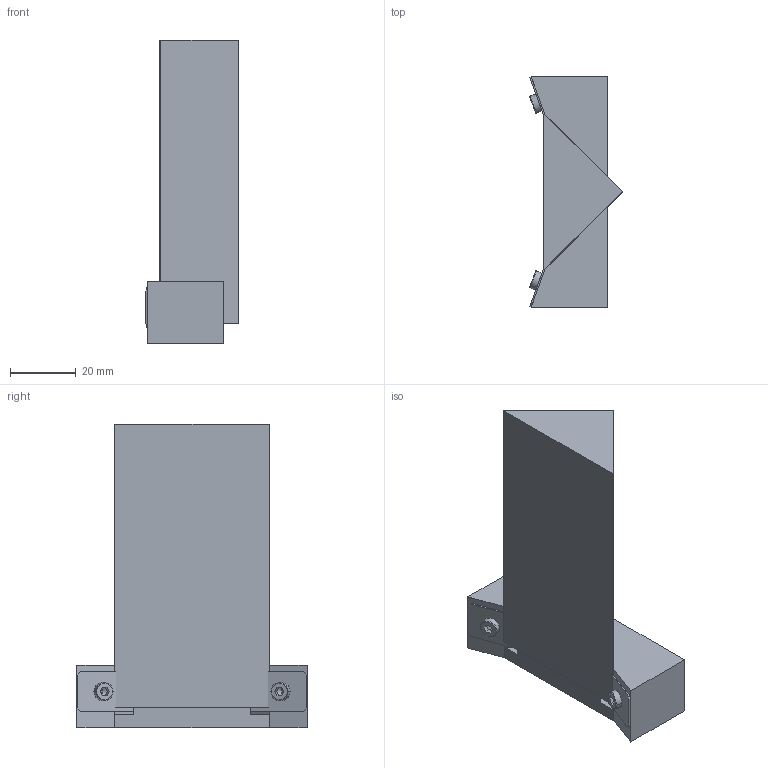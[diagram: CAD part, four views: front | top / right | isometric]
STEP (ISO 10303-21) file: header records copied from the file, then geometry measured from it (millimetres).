
FILE_DESCRIPTION (( 'STEP AP203' ), '1' );
FILE_NAME ('DP22464-A_SPPS002.step', '2022-02-16T09:04:03', ( '' ), ( '' ), 'SwSTEP 2.0', 'SolidWorks 2021', '' );
FILE_SCHEMA (( 'CONFIG_CONTROL_DESIGN' ));
Length unit declared in the file: millimetre
Products named in the file (1): DP22464-A_SPPS002
Bounding box: 28.14 x 70 x 92.2 mm (x, y, z)
Surface area: 18275.8 mm2 (no closed solid volume)
Topology: 0 solids, 8 shells, 69 faces, 196 edges, 132 vertices
Faces by surface type: plane 45, cylinder 16, torus 4, cone 4
Entity records: 2270 total; most frequent: CARTESIAN_POINT 406, DIRECTION 376, ORIENTED_EDGE 326, EDGE_CURVE 192, VECTOR 140, LINE 140, VERTEX_POINT 132, AXIS2_PLACEMENT_3D 118
